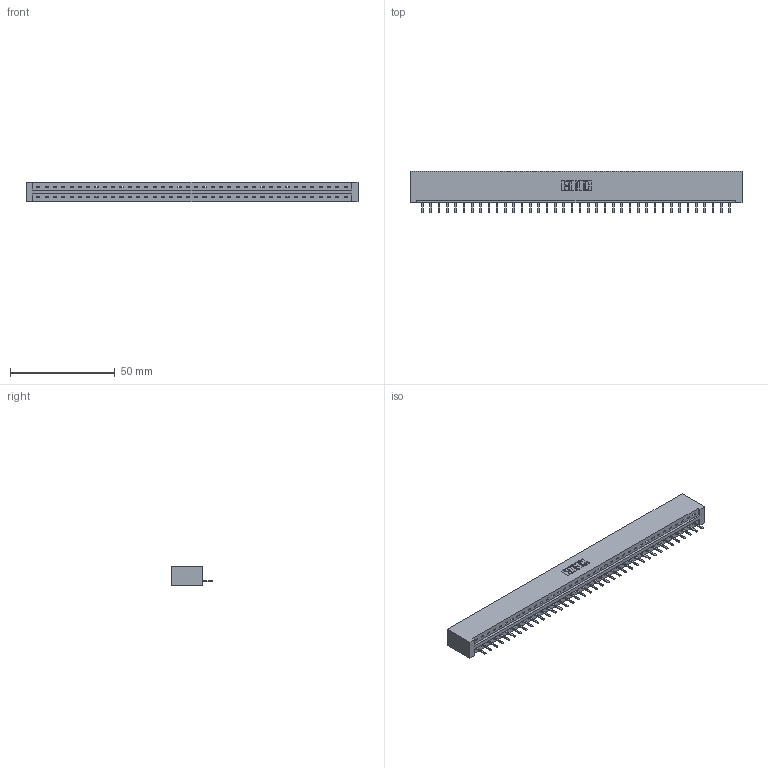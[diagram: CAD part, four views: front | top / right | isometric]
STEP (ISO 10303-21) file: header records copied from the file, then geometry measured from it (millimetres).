
FILE_DESCRIPTION (( 'STEP AP203' ), '1' );
FILE_NAME ('387-038-520-101.STEP', '2018-09-19T03:35:20', ( '' ), ( '' ), 'SwSTEP 2.0', 'SolidWorks 2016', '' );
FILE_SCHEMA (( 'CONFIG_CONTROL_DESIGN' ));
Length unit declared in the file: inch
Products named in the file (3): 337 Part_No Mounting Lugs; 345-292-001_345-293-120; 387-038-520-101
Assembly tree (39 placements, depth 2):
  387-038-520-101
    337 Part_No Mounting Lugs
    345-292-001_345-293-120  x38
Bounding box: 158.45 x 20.02 x 9.4 mm (x, y, z)
Volume: 17047.1 mm3; surface area: 17181.4 mm2
Topology: 39 solids, 39 shells, 2614 faces, 7735 edges, 5054 vertices
Faces by surface type: plane 1890, cylinder 724
Entity records: 28601 total; most frequent: CARTESIAN_POINT 5000, ORIENTED_EDGE 4962, DIRECTION 4197, EDGE_CURVE 2481, LINE 2357, VECTOR 2357, VERTEX_POINT 1650, AXIS2_PLACEMENT_3D 920
